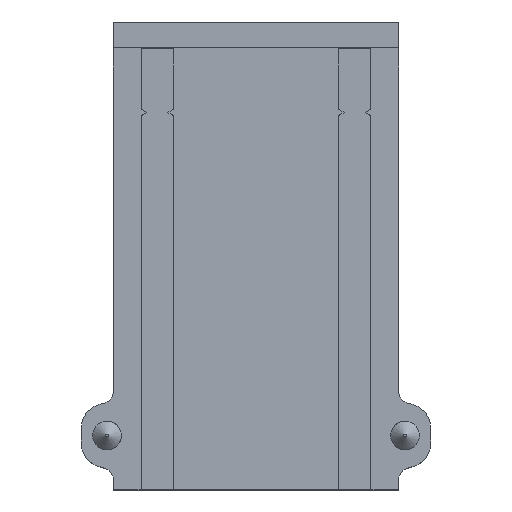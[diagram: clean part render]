
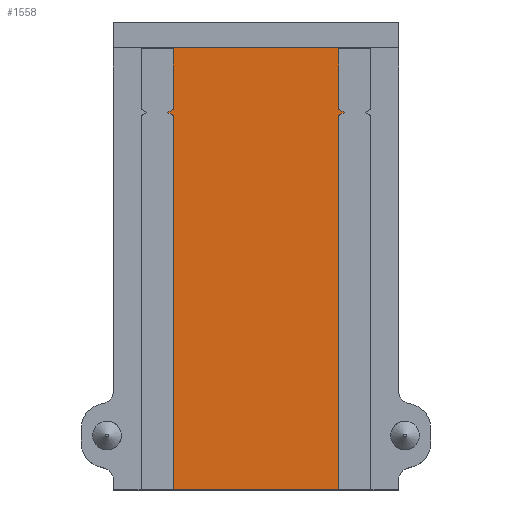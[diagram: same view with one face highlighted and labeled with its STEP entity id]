
A CAD part, top view. The second image highlights one B-rep face of the part: STEP entity #1558.
In plain terms, the highlighted planar face has unit normal (0, 0, 1).
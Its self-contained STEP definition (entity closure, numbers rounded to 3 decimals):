
#121 = VERTEX_POINT('',#122);
#122 = CARTESIAN_POINT('',(-6.37,0.1,5.4));
#128 = EDGE_CURVE('',#129,#121,#131,.T.);
#129 = VERTEX_POINT('',#130);
#130 = CARTESIAN_POINT('',(6.37,0.1,5.4));
#131 = LINE('',#132,#133);
#132 = CARTESIAN_POINT('',(11.,0.1,5.4));
#133 = VECTOR('',#134,1.);
#134 = DIRECTION('',(-1.,0.,0.));
#361 = VERTEX_POINT('',#362);
#362 = CARTESIAN_POINT('',(-6.37,-34.,5.4));
#368 = EDGE_CURVE('',#361,#369,#371,.T.);
#369 = VERTEX_POINT('',#370);
#370 = CARTESIAN_POINT('',(6.37,-34.,5.4));
#371 = LINE('',#372,#373);
#372 = CARTESIAN_POINT('',(-11.,-34.,5.4));
#373 = VECTOR('',#374,1.);
#374 = DIRECTION('',(1.,0.,0.));
#868 = EDGE_CURVE('',#869,#121,#871,.T.);
#869 = VERTEX_POINT('',#870);
#870 = CARTESIAN_POINT('',(-6.37,-4.62,5.4));
#871 = LINE('',#872,#873);
#872 = CARTESIAN_POINT('',(-6.37,-34.,5.4));
#873 = VECTOR('',#874,1.);
#874 = DIRECTION('',(0.,1.,0.));
#892 = EDGE_CURVE('',#129,#893,#895,.T.);
#893 = VERTEX_POINT('',#894);
#894 = CARTESIAN_POINT('',(6.37,-4.62,5.4));
#895 = LINE('',#896,#897);
#896 = CARTESIAN_POINT('',(6.37,0.1,5.4));
#897 = VECTOR('',#898,1.);
#898 = DIRECTION('',(0.,-1.,0.));
#1101 = EDGE_CURVE('',#1102,#369,#1104,.T.);
#1102 = VERTEX_POINT('',#1103);
#1103 = CARTESIAN_POINT('',(6.37,-5.12,5.4));
#1104 = LINE('',#1105,#1106);
#1105 = CARTESIAN_POINT('',(6.37,0.1,5.4));
#1106 = VECTOR('',#1107,1.);
#1107 = DIRECTION('',(0.,-1.,0.));
#1125 = EDGE_CURVE('',#361,#1126,#1128,.T.);
#1126 = VERTEX_POINT('',#1127);
#1127 = CARTESIAN_POINT('',(-6.37,-5.12,5.4));
#1128 = LINE('',#1129,#1130);
#1129 = CARTESIAN_POINT('',(-6.37,-34.,5.4));
#1130 = VECTOR('',#1131,1.);
#1131 = DIRECTION('',(0.,1.,0.));
#1329 = VERTEX_POINT('',#1330);
#1330 = CARTESIAN_POINT('',(-6.803,-4.87,5.4));
#1338 = EDGE_CURVE('',#1329,#869,#1339,.T.);
#1339 = LINE('',#1340,#1341);
#1340 = CARTESIAN_POINT('',(-6.803,-4.87,5.4));
#1341 = VECTOR('',#1342,1.);
#1342 = DIRECTION('',(0.866,0.5,0.));
#1355 = EDGE_CURVE('',#1126,#1329,#1356,.T.);
#1356 = LINE('',#1357,#1358);
#1357 = CARTESIAN_POINT('',(-6.37,-5.12,5.4));
#1358 = VECTOR('',#1359,1.);
#1359 = DIRECTION('',(-0.866,0.5,0.));
#1370 = VERTEX_POINT('',#1371);
#1371 = CARTESIAN_POINT('',(6.803,-4.87,5.4));
#1379 = EDGE_CURVE('',#1370,#893,#1380,.T.);
#1380 = LINE('',#1381,#1382);
#1381 = CARTESIAN_POINT('',(6.803,-4.87,5.4));
#1382 = VECTOR('',#1383,1.);
#1383 = DIRECTION('',(-0.866,0.5,0.));
#1396 = EDGE_CURVE('',#1102,#1370,#1397,.T.);
#1397 = LINE('',#1398,#1399);
#1398 = CARTESIAN_POINT('',(6.37,-5.12,5.4));
#1399 = VECTOR('',#1400,1.);
#1400 = DIRECTION('',(0.866,0.5,0.));
#1558 = ADVANCED_FACE('',(#1559),#1571,.T.);
#1559 = FACE_BOUND('',#1560,.T.);
#1560 = EDGE_LOOP('',(#1561,#1562,#1563,#1564,#1565,#1566,#1567,#1568,
    #1569,#1570));
#1561 = ORIENTED_EDGE('',*,*,#128,.T.);
#1562 = ORIENTED_EDGE('',*,*,#868,.F.);
#1563 = ORIENTED_EDGE('',*,*,#1338,.F.);
#1564 = ORIENTED_EDGE('',*,*,#1355,.F.);
#1565 = ORIENTED_EDGE('',*,*,#1125,.F.);
#1566 = ORIENTED_EDGE('',*,*,#368,.T.);
#1567 = ORIENTED_EDGE('',*,*,#1101,.F.);
#1568 = ORIENTED_EDGE('',*,*,#1396,.T.);
#1569 = ORIENTED_EDGE('',*,*,#1379,.T.);
#1570 = ORIENTED_EDGE('',*,*,#892,.F.);
#1571 = PLANE('',#1572);
#1572 = AXIS2_PLACEMENT_3D('',#1573,#1574,#1575);
#1573 = CARTESIAN_POINT('',(0.,-16.822,5.4));
#1574 = DIRECTION('',(0.,0.,1.));
#1575 = DIRECTION('',(1.,0.,-0.));
